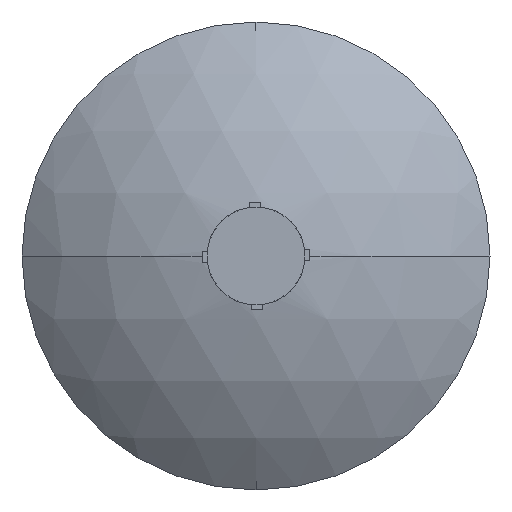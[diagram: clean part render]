
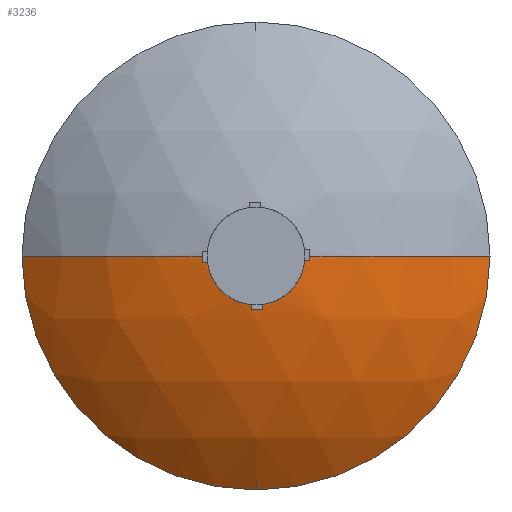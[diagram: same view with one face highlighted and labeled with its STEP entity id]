
A CAD part, left-side view. The second image highlights one B-rep face of the part: STEP entity #3236.
In plain terms, the highlighted spherical face has radius 12.5 mm.
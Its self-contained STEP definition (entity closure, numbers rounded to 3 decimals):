
#32 = CIRCLE ( 'NONE', #1705, 12.499 ) ;
#36 = CIRCLE ( 'NONE', #2685, 12.36 ) ;
#45 = EDGE_CURVE ( 'NONE', #810, #644, #2531, .T. ) ;
#126 = EDGE_CURVE ( 'NONE', #1232, #2749, #789, .T. ) ;
#140 = CIRCLE ( 'NONE', #3266, 12.36 ) ;
#145 = AXIS2_PLACEMENT_3D ( 'NONE', #1877, #2949, #409 ) ;
#171 = CIRCLE ( 'NONE', #2936, 12.5 ) ;
#183 = CARTESIAN_POINT ( 'NONE',  ( 0.116, -0.241, -1.683 ) ) ;
#224 = AXIS2_PLACEMENT_3D ( 'NONE', #746, #1811, #1292 ) ;
#260 = CARTESIAN_POINT ( 'NONE',  ( 3., 0., -8.124 ) ) ;
#262 = CIRCLE ( 'NONE', #2871, 12.498 ) ;
#265 = CARTESIAN_POINT ( 'NONE',  ( 12.5, 0., 0. ) ) ;
#280 = ORIENTED_EDGE ( 'NONE', *, *, #1332, .T. ) ;
#295 = CARTESIAN_POINT ( 'NONE',  ( 0.141, 0.159, -1.868 ) ) ;
#334 = ORIENTED_EDGE ( 'NONE', *, *, #2872, .T. ) ;
#409 = DIRECTION ( 'NONE',  ( 0., 0., 1. ) ) ;
#420 = CARTESIAN_POINT ( 'NONE',  ( 12.5, -1.868, 0. ) ) ;
#455 = AXIS2_PLACEMENT_3D ( 'NONE', #485, #3052, #2012 ) ;
#468 = VERTEX_POINT ( 'NONE', #1210 ) ;
#470 = EDGE_CURVE ( 'NONE', #604, #810, #32, .T. ) ;
#473 = DIRECTION ( 'NONE',  ( 0., 0., -1. ) ) ;
#485 = CARTESIAN_POINT ( 'NONE',  ( 0.116, 0., 0. ) ) ;
#490 = VERTEX_POINT ( 'NONE', #689 ) ;
#491 = ORIENTED_EDGE ( 'NONE', *, *, #3210, .T. ) ;
#604 = VERTEX_POINT ( 'NONE', #295 ) ;
#628 = EDGE_CURVE ( 'NONE', #644, #490, #262, .T. ) ;
#641 = ORIENTED_EDGE ( 'NONE', *, *, #2064, .T. ) ;
#644 = VERTEX_POINT ( 'NONE', #2613 ) ;
#682 = CARTESIAN_POINT ( 'NONE',  ( 3., -8.124, 0. ) ) ;
#689 = CARTESIAN_POINT ( 'NONE',  ( 0.143, 1.868, -0.241 ) ) ;
#701 = VERTEX_POINT ( 'NONE', #1381 ) ;
#715 = AXIS2_PLACEMENT_3D ( 'NONE', #1138, #882, #2962 ) ;
#746 = CARTESIAN_POINT ( 'NONE',  ( 12.5, 0., -0.159 ) ) ;
#750 = EDGE_LOOP ( 'NONE', ( #1814, #1021, #1318, #491, #280, #641, #858, #334, #2003, #994, #2806, #2052, #897 ) ) ;
#775 = DIRECTION ( 'NONE',  ( 0., 1., 0. ) ) ;
#789 = CIRCLE ( 'NONE', #1730, 12.5 ) ;
#810 = VERTEX_POINT ( 'NONE', #1931 ) ;
#858 = ORIENTED_EDGE ( 'NONE', *, *, #2598, .T. ) ;
#879 = AXIS2_PLACEMENT_3D ( 'NONE', #2038, #1518, #2776 ) ;
#880 = CIRCLE ( 'NONE', #145, 8.124 ) ;
#882 = DIRECTION ( 'NONE',  ( 0., -1., 0. ) ) ;
#897 = ORIENTED_EDGE ( 'NONE', *, *, #1152, .F. ) ;
#900 = CARTESIAN_POINT ( 'NONE',  ( 12.5, 0., 0. ) ) ;
#994 = ORIENTED_EDGE ( 'NONE', *, *, #45, .T. ) ;
#998 = CARTESIAN_POINT ( 'NONE',  ( 12.5, 0.159, 0. ) ) ;
#999 = CARTESIAN_POINT ( 'NONE',  ( 0.141, -1.868, -0.159 ) ) ;
#1021 = ORIENTED_EDGE ( 'NONE', *, *, #2646, .T. ) ;
#1045 = DIRECTION ( 'NONE',  ( 0., 0., -1. ) ) ;
#1092 = DIRECTION ( 'NONE',  ( 0., 0., -1. ) ) ;
#1095 = CARTESIAN_POINT ( 'NONE',  ( 12.5, 0., -1.868 ) ) ;
#1138 = CARTESIAN_POINT ( 'NONE',  ( 12.5, -0.241, 0. ) ) ;
#1152 = EDGE_CURVE ( 'NONE', #2885, #468, #171, .T. ) ;
#1154 = DIRECTION ( 'NONE',  ( 1., 0., 0. ) ) ;
#1176 = DIRECTION ( 'NONE',  ( 0., 0., 1. ) ) ;
#1177 = DIRECTION ( 'NONE',  ( 0., 1., 0. ) ) ;
#1210 = CARTESIAN_POINT ( 'NONE',  ( 0.14, 1.868, 0. ) ) ;
#1232 = VERTEX_POINT ( 'NONE', #682 ) ;
#1292 = DIRECTION ( 'NONE',  ( 0., -1., 0. ) ) ;
#1318 = ORIENTED_EDGE ( 'NONE', *, *, #126, .T. ) ;
#1332 = EDGE_CURVE ( 'NONE', #1592, #701, #2025, .T. ) ;
#1381 = CARTESIAN_POINT ( 'NONE',  ( 0.116, -1.693, -0.159 ) ) ;
#1407 = DIRECTION ( 'NONE',  ( 0., 0., -1. ) ) ;
#1469 = DIRECTION ( 'NONE',  ( 0., 0., 1. ) ) ;
#1518 = DIRECTION ( 'NONE',  ( -1., 0., 0. ) ) ;
#1572 = DIRECTION ( 'NONE',  ( 0., 0., -1. ) ) ;
#1592 = VERTEX_POINT ( 'NONE', #999 ) ;
#1705 = AXIS2_PLACEMENT_3D ( 'NONE', #998, #1177, #473 ) ;
#1730 = AXIS2_PLACEMENT_3D ( 'NONE', #900, #1407, #1914 ) ;
#1811 = DIRECTION ( 'NONE',  ( 0., 0., -1. ) ) ;
#1814 = ORIENTED_EDGE ( 'NONE', *, *, #3226, .T. ) ;
#1862 = VERTEX_POINT ( 'NONE', #260 ) ;
#1877 = CARTESIAN_POINT ( 'NONE',  ( 3., 0., 0. ) ) ;
#1889 = AXIS2_PLACEMENT_3D ( 'NONE', #2101, #3084, #1045 ) ;
#1914 = DIRECTION ( 'NONE',  ( 0., 1., 0. ) ) ;
#1931 = CARTESIAN_POINT ( 'NONE',  ( 0.116, 0.159, -1.693 ) ) ;
#2003 = ORIENTED_EDGE ( 'NONE', *, *, #470, .T. ) ;
#2005 = CARTESIAN_POINT ( 'NONE',  ( 0.14, -1.868, 0. ) ) ;
#2012 = DIRECTION ( 'NONE',  ( 0., 0., -1. ) ) ;
#2025 = CIRCLE ( 'NONE', #224, 12.499 ) ;
#2038 = CARTESIAN_POINT ( 'NONE',  ( 3., 0., 0. ) ) ;
#2043 = CARTESIAN_POINT ( 'NONE',  ( 0.143, -0.241, -1.868 ) ) ;
#2052 = ORIENTED_EDGE ( 'NONE', *, *, #2441, .T. ) ;
#2056 = CIRCLE ( 'NONE', #455, 1.7 ) ;
#2064 = EDGE_CURVE ( 'NONE', #701, #2606, #2056, .T. ) ;
#2093 = DIRECTION ( 'NONE',  ( 0., -1., 0. ) ) ;
#2101 = CARTESIAN_POINT ( 'NONE',  ( 12.5, 1.868, 0. ) ) ;
#2113 = AXIS2_PLACEMENT_3D ( 'NONE', #3290, #2542, #3037 ) ;
#2118 = CARTESIAN_POINT ( 'NONE',  ( 3., 8.124, 0. ) ) ;
#2165 = CARTESIAN_POINT ( 'NONE',  ( 12.5, 0., 0. ) ) ;
#2203 = CIRCLE ( 'NONE', #715, 12.498 ) ;
#2253 = DIRECTION ( 'NONE',  ( 0., 0., -1. ) ) ;
#2318 = CIRCLE ( 'NONE', #879, 8.124 ) ;
#2347 = CARTESIAN_POINT ( 'NONE',  ( 12.5, 0., -0.241 ) ) ;
#2388 = VERTEX_POINT ( 'NONE', #2043 ) ;
#2441 = EDGE_CURVE ( 'NONE', #490, #468, #2690, .T. ) ;
#2456 = DIRECTION ( 'NONE',  ( 0., -1., 0. ) ) ;
#2531 = CIRCLE ( 'NONE', #2113, 1.7 ) ;
#2542 = DIRECTION ( 'NONE',  ( 1., 0., 0. ) ) ;
#2598 = EDGE_CURVE ( 'NONE', #2606, #2388, #2203, .T. ) ;
#2601 = DIRECTION ( 'NONE',  ( 1., 0., 0. ) ) ;
#2606 = VERTEX_POINT ( 'NONE', #183 ) ;
#2613 = CARTESIAN_POINT ( 'NONE',  ( 0.116, 1.683, -0.241 ) ) ;
#2646 = EDGE_CURVE ( 'NONE', #1862, #1232, #880, .T. ) ;
#2685 = AXIS2_PLACEMENT_3D ( 'NONE', #420, #2456, #1176 ) ;
#2690 = CIRCLE ( 'NONE', #1889, 12.36 ) ;
#2733 = AXIS2_PLACEMENT_3D ( 'NONE', #265, #2253, #775 ) ;
#2749 = VERTEX_POINT ( 'NONE', #2005 ) ;
#2776 = DIRECTION ( 'NONE',  ( 0., 0., 1. ) ) ;
#2806 = ORIENTED_EDGE ( 'NONE', *, *, #628, .T. ) ;
#2831 = SPHERICAL_SURFACE ( 'NONE', #2733, 12.5 ) ;
#2871 = AXIS2_PLACEMENT_3D ( 'NONE', #2347, #1092, #2093 ) ;
#2872 = EDGE_CURVE ( 'NONE', #2388, #604, #140, .T. ) ;
#2885 = VERTEX_POINT ( 'NONE', #2118 ) ;
#2936 = AXIS2_PLACEMENT_3D ( 'NONE', #2165, #1469, #1154 ) ;
#2949 = DIRECTION ( 'NONE',  ( -1., 0., 0. ) ) ;
#2962 = DIRECTION ( 'NONE',  ( 0., 0., 1. ) ) ;
#3037 = DIRECTION ( 'NONE',  ( 0., 0., -1. ) ) ;
#3052 = DIRECTION ( 'NONE',  ( 1., 0., 0. ) ) ;
#3084 = DIRECTION ( 'NONE',  ( 0., 1., 0. ) ) ;
#3210 = EDGE_CURVE ( 'NONE', #2749, #1592, #36, .T. ) ;
#3226 = EDGE_CURVE ( 'NONE', #2885, #1862, #2318, .T. ) ;
#3236 = ADVANCED_FACE ( 'NONE', ( #3252 ), #2831, .T. ) ;
#3252 = FACE_OUTER_BOUND ( 'NONE', #750, .T. ) ;
#3266 = AXIS2_PLACEMENT_3D ( 'NONE', #1095, #1572, #2601 ) ;
#3290 = CARTESIAN_POINT ( 'NONE',  ( 0.116, 0., 0. ) ) ;
